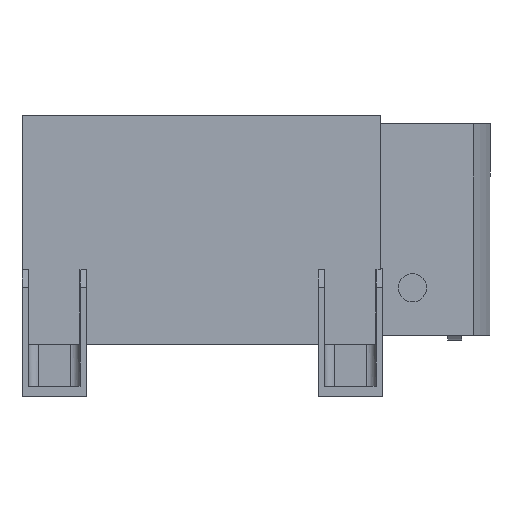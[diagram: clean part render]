
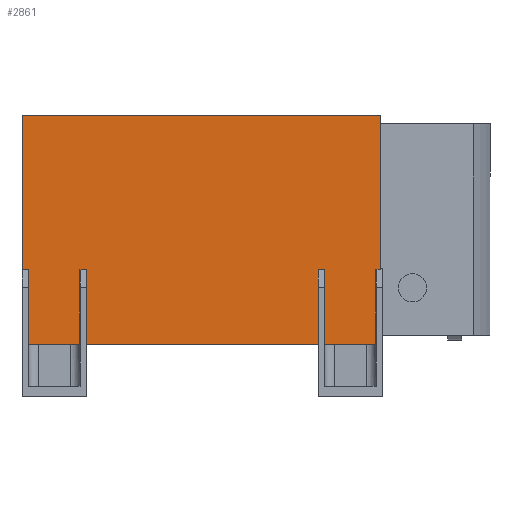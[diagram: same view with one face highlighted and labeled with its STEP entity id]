
A CAD part, left-side view. The second image highlights one B-rep face of the part: STEP entity #2861.
In plain terms, the highlighted planar face has unit normal (-1, 0, 0).
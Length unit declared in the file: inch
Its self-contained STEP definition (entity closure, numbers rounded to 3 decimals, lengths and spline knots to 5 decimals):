
#271 = CARTESIAN_POINT ( 'NONE',  ( -2.32961, -2.52383, 0.02756 ) ) ;
#627 = CARTESIAN_POINT ( 'NONE',  ( -2.32961, -2.58071, 0.02756 ) ) ;
#803 = DIRECTION ( 'NONE',  ( 0., -1., 0. ) ) ;
#839 = VERTEX_POINT ( 'NONE', #11694 ) ;
#894 = ORIENTED_EDGE ( 'NONE', *, *, #10966, .T. ) ;
#1152 = ORIENTED_EDGE ( 'NONE', *, *, #22635, .T. ) ;
#1255 = CARTESIAN_POINT ( 'NONE',  ( -2.32961, -2.58071, 0.02756 ) ) ;
#1910 = VERTEX_POINT ( 'NONE', #15233 ) ;
#2453 = CARTESIAN_POINT ( 'NONE',  ( -2.32961, -0.08071, 3.22756 ) ) ;
#2486 = VECTOR ( 'NONE', #21601, 39.37008 ) ;
#2861 = ADVANCED_FACE ( 'NONE', ( #4997 ), #17239, .T. ) ;
#2942 = EDGE_CURVE ( 'NONE', #18403, #16672, #7208, .T. ) ;
#3121 = VERTEX_POINT ( 'NONE', #11169 ) ;
#3269 = CARTESIAN_POINT ( 'NONE',  ( -2.32961, 1.51929, 0.02756 ) ) ;
#3490 = CARTESIAN_POINT ( 'NONE',  ( -2.32961, -2.58071, 1.06713 ) ) ;
#3854 = CARTESIAN_POINT ( 'NONE',  ( -2.32961, 2.32856, 1.06713 ) ) ;
#4116 = VERTEX_POINT ( 'NONE', #15512 ) ;
#4194 = LINE ( 'NONE', #16987, #20195 ) ;
#4514 = EDGE_CURVE ( 'NONE', #12510, #17940, #11206, .T. ) ;
#4637 = LINE ( 'NONE', #4751, #19676 ) ;
#4751 = CARTESIAN_POINT ( 'NONE',  ( -2.32961, 2.41929, -0.70945 ) ) ;
#4997 = FACE_OUTER_BOUND ( 'NONE', #21958, .T. ) ;
#5061 = LINE ( 'NONE', #22676, #20177 ) ;
#5273 = LINE ( 'NONE', #8409, #13832 ) ;
#5362 = CARTESIAN_POINT ( 'NONE',  ( -2.32961, -1.71457, 0.02756 ) ) ;
#5506 = CARTESIAN_POINT ( 'NONE',  ( -2.32961, -2.58071, 0.02756 ) ) ;
#5737 = LINE ( 'NONE', #7615, #7558 ) ;
#5895 = DIRECTION ( 'NONE',  ( 0., 0., 1. ) ) ;
#6001 = DIRECTION ( 'NONE',  ( 0., 0., 1. ) ) ;
#6009 = CARTESIAN_POINT ( 'NONE',  ( -2.32961, 2.41929, 3.22756 ) ) ;
#6251 = LINE ( 'NONE', #10085, #17378 ) ;
#6322 = VECTOR ( 'NONE', #5895, 39.37008 ) ;
#6697 = DIRECTION ( 'NONE',  ( 0., 0., 1. ) ) ;
#6975 = VECTOR ( 'NONE', #10585, 39.37008 ) ;
#7208 = LINE ( 'NONE', #19467, #13524 ) ;
#7558 = VECTOR ( 'NONE', #17989, 39.37008 ) ;
#7559 = EDGE_CURVE ( 'NONE', #3121, #14324, #6251, .T. ) ;
#7615 = CARTESIAN_POINT ( 'NONE',  ( -2.32961, -2.16457, 1.06713 ) ) ;
#7949 = VERTEX_POINT ( 'NONE', #6009 ) ;
#8102 = CARTESIAN_POINT ( 'NONE',  ( -2.32961, -2.58071, 1.06713 ) ) ;
#8220 = VECTOR ( 'NONE', #10378, 39.37008 ) ;
#8278 = VECTOR ( 'NONE', #9580, 39.37008 ) ;
#8409 = CARTESIAN_POINT ( 'NONE',  ( -2.32961, -2.52383, 0.02756 ) ) ;
#8664 = CARTESIAN_POINT ( 'NONE',  ( -2.32961, 2.32856, 0.02756 ) ) ;
#8766 = VERTEX_POINT ( 'NONE', #13028 ) ;
#8891 = ORIENTED_EDGE ( 'NONE', *, *, #4514, .T. ) ;
#9468 = ORIENTED_EDGE ( 'NONE', *, *, #22362, .F. ) ;
#9527 = VECTOR ( 'NONE', #22614, 39.37008 ) ;
#9534 = CARTESIAN_POINT ( 'NONE',  ( -2.32961, 2.41929, 1.06713 ) ) ;
#9580 = DIRECTION ( 'NONE',  ( 0., -1., 0. ) ) ;
#10028 = ORIENTED_EDGE ( 'NONE', *, *, #12868, .T. ) ;
#10085 = CARTESIAN_POINT ( 'NONE',  ( -2.32961, -1.8053, 0.02756 ) ) ;
#10296 = EDGE_CURVE ( 'NONE', #18784, #8766, #14750, .T. ) ;
#10378 = DIRECTION ( 'NONE',  ( 0., 0., -1. ) ) ;
#10381 = CARTESIAN_POINT ( 'NONE',  ( -2.32961, -2.58071, 1.06713 ) ) ;
#10585 = DIRECTION ( 'NONE',  ( 0., -1., 0. ) ) ;
#10966 = EDGE_CURVE ( 'NONE', #16537, #16672, #13993, .T. ) ;
#11169 = CARTESIAN_POINT ( 'NONE',  ( -2.32961, -1.8053, 1.06713 ) ) ;
#11179 = ORIENTED_EDGE ( 'NONE', *, *, #21034, .T. ) ;
#11206 = LINE ( 'NONE', #17356, #9527 ) ;
#11694 = CARTESIAN_POINT ( 'NONE',  ( -2.32961, -2.52383, 1.06713 ) ) ;
#11981 = VERTEX_POINT ( 'NONE', #271 ) ;
#12091 = DIRECTION ( 'NONE',  ( 0., 0., 1. ) ) ;
#12510 = VERTEX_POINT ( 'NONE', #3854 ) ;
#12749 = ORIENTED_EDGE ( 'NONE', *, *, #10296, .T. ) ;
#12868 = EDGE_CURVE ( 'NONE', #1910, #3121, #15836, .T. ) ;
#12979 = VERTEX_POINT ( 'NONE', #9534 ) ;
#13028 = CARTESIAN_POINT ( 'NONE',  ( -2.32961, 1.61002, 1.06713 ) ) ;
#13264 = CARTESIAN_POINT ( 'NONE',  ( -2.32961, -1.8053, 0.02756 ) ) ;
#13364 = DIRECTION ( 'NONE',  ( 0., 0., -1. ) ) ;
#13524 = VECTOR ( 'NONE', #13968, 39.37008 ) ;
#13533 = VERTEX_POINT ( 'NONE', #8102 ) ;
#13576 = CARTESIAN_POINT ( 'NONE',  ( -2.32961, 1.96929, 1.06713 ) ) ;
#13832 = VECTOR ( 'NONE', #15756, 39.37008 ) ;
#13968 = DIRECTION ( 'NONE',  ( 0., 1., 0. ) ) ;
#13993 = LINE ( 'NONE', #3269, #8220 ) ;
#14311 = EDGE_CURVE ( 'NONE', #12979, #7949, #4637, .T. ) ;
#14324 = VERTEX_POINT ( 'NONE', #13264 ) ;
#14731 = ORIENTED_EDGE ( 'NONE', *, *, #22385, .T. ) ;
#14735 = LINE ( 'NONE', #627, #16818 ) ;
#14750 = LINE ( 'NONE', #21879, #6322 ) ;
#15233 = CARTESIAN_POINT ( 'NONE',  ( -2.32961, -1.71457, 1.06713 ) ) ;
#15512 = CARTESIAN_POINT ( 'NONE',  ( -2.32961, -2.58071, 3.22756 ) ) ;
#15543 = ORIENTED_EDGE ( 'NONE', *, *, #16871, .F. ) ;
#15632 = DIRECTION ( 'NONE',  ( 0., -1., 0. ) ) ;
#15756 = DIRECTION ( 'NONE',  ( 0., 0., 1. ) ) ;
#15836 = LINE ( 'NONE', #3490, #6975 ) ;
#15934 = ORIENTED_EDGE ( 'NONE', *, *, #2942, .F. ) ;
#16187 = ORIENTED_EDGE ( 'NONE', *, *, #7559, .T. ) ;
#16537 = VERTEX_POINT ( 'NONE', #18362 ) ;
#16582 = LINE ( 'NONE', #5506, #8278 ) ;
#16672 = VERTEX_POINT ( 'NONE', #17165 ) ;
#16691 = LINE ( 'NONE', #2453, #2486 ) ;
#16818 = VECTOR ( 'NONE', #6001, 39.37008 ) ;
#16871 = EDGE_CURVE ( 'NONE', #7949, #4116, #16691, .T. ) ;
#16987 = CARTESIAN_POINT ( 'NONE',  ( -2.32961, -2.58071, 0.02756 ) ) ;
#17165 = CARTESIAN_POINT ( 'NONE',  ( -2.32961, 1.51929, 0.02756 ) ) ;
#17239 = PLANE ( 'NONE',  #17995 ) ;
#17299 = DIRECTION ( 'NONE',  ( 0., 1., 0. ) ) ;
#17356 = CARTESIAN_POINT ( 'NONE',  ( -2.32961, 2.32856, 0.02756 ) ) ;
#17378 = VECTOR ( 'NONE', #13364, 39.37008 ) ;
#17582 = CARTESIAN_POINT ( 'NONE',  ( -2.32961, 1.61002, 0.02756 ) ) ;
#17600 = ORIENTED_EDGE ( 'NONE', *, *, #19861, .T. ) ;
#17700 = ORIENTED_EDGE ( 'NONE', *, *, #21759, .T. ) ;
#17940 = VERTEX_POINT ( 'NONE', #8664 ) ;
#17989 = DIRECTION ( 'NONE',  ( 0., 1., 0. ) ) ;
#17995 = AXIS2_PLACEMENT_3D ( 'NONE', #1255, #22270, #12091 ) ;
#18221 = ORIENTED_EDGE ( 'NONE', *, *, #23057, .T. ) ;
#18362 = CARTESIAN_POINT ( 'NONE',  ( -2.32961, 1.51929, 1.06713 ) ) ;
#18403 = VERTEX_POINT ( 'NONE', #5362 ) ;
#18784 = VERTEX_POINT ( 'NONE', #17582 ) ;
#19467 = CARTESIAN_POINT ( 'NONE',  ( -2.32961, -0.08071, 0.02756 ) ) ;
#19490 = LINE ( 'NONE', #10381, #21236 ) ;
#19676 = VECTOR ( 'NONE', #20503, 39.37008 ) ;
#19861 = EDGE_CURVE ( 'NONE', #8766, #16537, #19490, .T. ) ;
#20029 = ORIENTED_EDGE ( 'NONE', *, *, #23026, .F. ) ;
#20177 = VECTOR ( 'NONE', #6697, 39.37008 ) ;
#20195 = VECTOR ( 'NONE', #803, 39.37008 ) ;
#20503 = DIRECTION ( 'NONE',  ( 0., 0., 1. ) ) ;
#21034 = EDGE_CURVE ( 'NONE', #11981, #839, #5273, .T. ) ;
#21236 = VECTOR ( 'NONE', #15632, 39.37008 ) ;
#21288 = VECTOR ( 'NONE', #17299, 39.37008 ) ;
#21601 = DIRECTION ( 'NONE',  ( 0., -1., 0. ) ) ;
#21759 = EDGE_CURVE ( 'NONE', #17940, #18784, #4194, .T. ) ;
#21879 = CARTESIAN_POINT ( 'NONE',  ( -2.32961, 1.61002, 0.02756 ) ) ;
#21958 = EDGE_LOOP ( 'NONE', ( #18221, #11179, #20029, #1152, #15543, #22789, #9468, #8891, #17700, #12749, #17600, #894, #15934, #14731, #10028, #16187 ) ) ;
#22270 = DIRECTION ( 'NONE',  ( -1., 0., 0. ) ) ;
#22362 = EDGE_CURVE ( 'NONE', #12510, #12979, #22908, .T. ) ;
#22385 = EDGE_CURVE ( 'NONE', #18403, #1910, #5061, .T. ) ;
#22614 = DIRECTION ( 'NONE',  ( 0., 0., -1. ) ) ;
#22635 = EDGE_CURVE ( 'NONE', #13533, #4116, #14735, .T. ) ;
#22676 = CARTESIAN_POINT ( 'NONE',  ( -2.32961, -1.71457, 0.02756 ) ) ;
#22789 = ORIENTED_EDGE ( 'NONE', *, *, #14311, .F. ) ;
#22908 = LINE ( 'NONE', #13576, #21288 ) ;
#23026 = EDGE_CURVE ( 'NONE', #13533, #839, #5737, .T. ) ;
#23057 = EDGE_CURVE ( 'NONE', #14324, #11981, #16582, .T. ) ;
